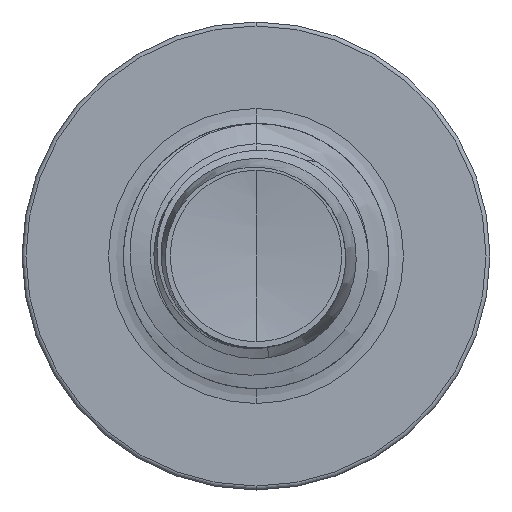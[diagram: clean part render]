
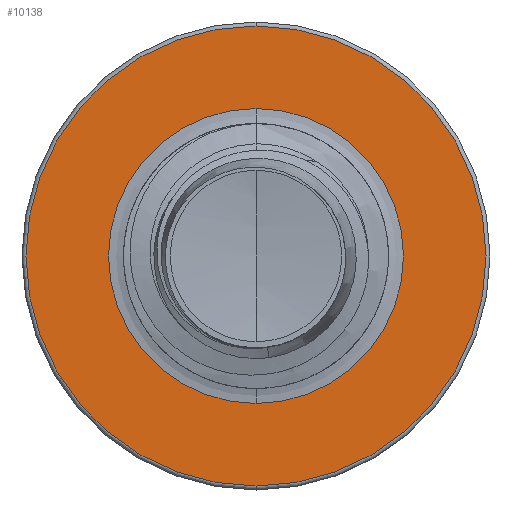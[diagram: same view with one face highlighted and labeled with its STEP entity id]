
A CAD part, front view. The second image highlights one B-rep face of the part: STEP entity #10138.
In plain terms, the highlighted planar face has unit normal (0, -1, 0).
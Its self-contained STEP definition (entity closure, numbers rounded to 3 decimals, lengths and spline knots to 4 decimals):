
#208 = DIRECTION ( 'NONE',  ( 0., 1., 0. ) ) ;
#702 = EDGE_LOOP ( 'NONE', ( #2278, #28653 ) ) ;
#1341 = DIRECTION ( 'NONE',  ( 0., 1., 0. ) ) ;
#1694 = DIRECTION ( 'NONE',  ( 0., 1., 0. ) ) ;
#2122 = DIRECTION ( 'NONE',  ( 0., 1., 0. ) ) ;
#2278 = ORIENTED_EDGE ( 'NONE', *, *, #25764, .F. ) ;
#4475 = VERTEX_POINT ( 'NONE', #30283 ) ;
#4669 = AXIS2_PLACEMENT_3D ( 'NONE', #22276, #2122, #22536 ) ;
#4694 = ORIENTED_EDGE ( 'NONE', *, *, #5525, .T. ) ;
#5525 = EDGE_CURVE ( 'NONE', #33446, #24455, #32481, .T. ) ;
#5581 = EDGE_CURVE ( 'NONE', #4475, #21162, #32377, .T. ) ;
#5841 = CIRCLE ( 'NONE', #12807, 1.6704 ) ;
#10138 = ADVANCED_FACE ( 'NONE', ( #18724, #18227 ), #36654, .F. ) ;
#11669 = EDGE_LOOP ( 'NONE', ( #4694, #14873 ) ) ;
#12807 = AXIS2_PLACEMENT_3D ( 'NONE', #17820, #208, #20721 ) ;
#13681 = DIRECTION ( 'NONE',  ( 0., 1., 0. ) ) ;
#14254 = EDGE_CURVE ( 'NONE', #24455, #33446, #5841, .T. ) ;
#14385 = CARTESIAN_POINT ( 'NONE',  ( 0., 16., -1.6704 ) ) ;
#14472 = AXIS2_PLACEMENT_3D ( 'NONE', #30790, #13681, #33661 ) ;
#14873 = ORIENTED_EDGE ( 'NONE', *, *, #14254, .T. ) ;
#16407 = AXIS2_PLACEMENT_3D ( 'NONE', #19275, #1694, #22120 ) ;
#16930 = CIRCLE ( 'NONE', #26993, 2.605 ) ;
#17820 = CARTESIAN_POINT ( 'NONE',  ( 0., 16., 0. ) ) ;
#18015 = CARTESIAN_POINT ( 'NONE',  ( 0., 16., 2.605 ) ) ;
#18227 = FACE_BOUND ( 'NONE', #11669, .T. ) ;
#18724 = FACE_OUTER_BOUND ( 'NONE', #702, .T. ) ;
#18902 = CARTESIAN_POINT ( 'NONE',  ( 0., 16., 0. ) ) ;
#19275 = CARTESIAN_POINT ( 'NONE',  ( 0., 16., 0. ) ) ;
#20721 = DIRECTION ( 'NONE',  ( 0., 0., 1. ) ) ;
#21162 = VERTEX_POINT ( 'NONE', #18015 ) ;
#21776 = DIRECTION ( 'NONE',  ( 0., 0., 1. ) ) ;
#22120 = DIRECTION ( 'NONE',  ( 0., 0., 1. ) ) ;
#22276 = CARTESIAN_POINT ( 'NONE',  ( 0., 16., -1.6704 ) ) ;
#22536 = DIRECTION ( 'NONE',  ( 0., 0., 1. ) ) ;
#24455 = VERTEX_POINT ( 'NONE', #14385 ) ;
#25764 = EDGE_CURVE ( 'NONE', #21162, #4475, #16930, .T. ) ;
#26993 = AXIS2_PLACEMENT_3D ( 'NONE', #18902, #1341, #21776 ) ;
#28653 = ORIENTED_EDGE ( 'NONE', *, *, #5581, .F. ) ;
#30283 = CARTESIAN_POINT ( 'NONE',  ( 0., 16., -2.605 ) ) ;
#30790 = CARTESIAN_POINT ( 'NONE',  ( 0., 16., 0. ) ) ;
#32377 = CIRCLE ( 'NONE', #14472, 2.605 ) ;
#32481 = CIRCLE ( 'NONE', #16407, 1.6704 ) ;
#33446 = VERTEX_POINT ( 'NONE', #35735 ) ;
#33661 = DIRECTION ( 'NONE',  ( 0., 0., 1. ) ) ;
#35735 = CARTESIAN_POINT ( 'NONE',  ( 0., 16., 1.6704 ) ) ;
#36654 = PLANE ( 'NONE',  #4669 ) ;
